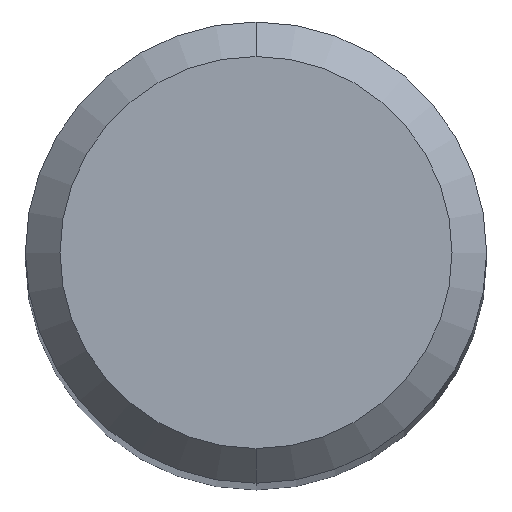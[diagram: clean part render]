
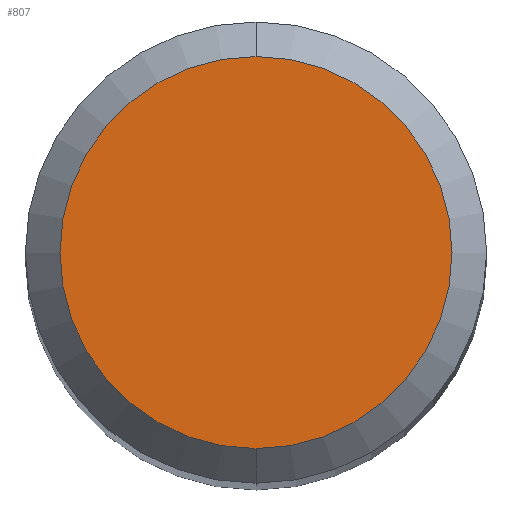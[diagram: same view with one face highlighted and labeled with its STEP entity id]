
A CAD part, top view. The second image highlights one B-rep face of the part: STEP entity #807.
In plain terms, the highlighted planar face has unit normal (0, 0, 1).
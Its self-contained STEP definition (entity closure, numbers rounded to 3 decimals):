
#597=VERTEX_POINT('',#1287);
#671=EDGE_CURVE('',#773,#597,#1366,.T.);
#773=VERTEX_POINT('',#1476);
#807=ADVANCED_FACE('',(#1514),#1515,.T.);
#895=EDGE_CURVE('',#597,#773,#1614,.T.);
#1287=CARTESIAN_POINT('',(0.0,1.7,0.0));
#1366=CIRCLE('',#2655,1.7);
#1476=CARTESIAN_POINT('',(0.,-1.7,0.0));
#1514=FACE_OUTER_BOUND('',#3140,.T.);
#1515=PLANE('',#3141);
#1614=CIRCLE('',#3469,1.7);
#2655=AXIS2_PLACEMENT_3D('',#4209,#4210,#4211);
#3140=EDGE_LOOP('',(#4381,#4382));
#3141=AXIS2_PLACEMENT_3D('',#4383,#4384,#4385);
#3469=AXIS2_PLACEMENT_3D('',#4524,#4525,#4526);
#4209=CARTESIAN_POINT('',(0.0,0.0,0.0));
#4210=DIRECTION('',(0.0,0.0,-1.0));
#4211=DIRECTION('',(0.0,1.0,0.0));
#4381=ORIENTED_EDGE('',*,*,#895,.F.);
#4382=ORIENTED_EDGE('',*,*,#671,.F.);
#4383=CARTESIAN_POINT('',(0.0,0.85,0.0));
#4384=DIRECTION('',(-0.0,0.0,1.0));
#4385=DIRECTION('',(0.0,-1.0,0.0));
#4524=CARTESIAN_POINT('',(0.0,0.0,0.0));
#4525=DIRECTION('',(0.0,0.0,-1.0));
#4526=DIRECTION('',(0.0,1.0,0.0));
